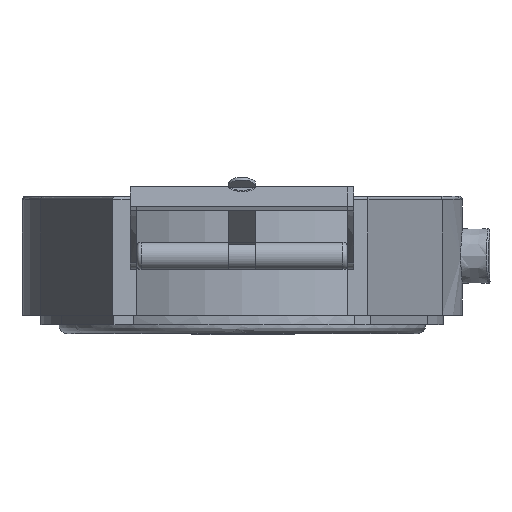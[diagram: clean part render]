
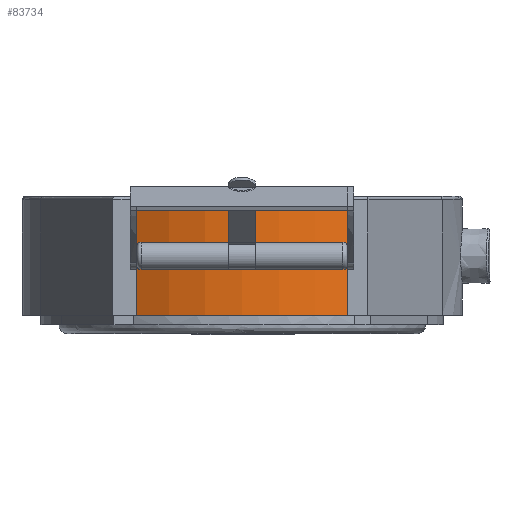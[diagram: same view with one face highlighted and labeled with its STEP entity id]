
A CAD part, left-side view. The second image highlights one B-rep face of the part: STEP entity #83734.
In plain terms, the highlighted free-form (B-spline) face has degree [2, 1] with [3, 2] control points.
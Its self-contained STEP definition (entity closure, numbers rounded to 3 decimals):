
#83251 = VERTEX_POINT('',#83252);
#83252 = CARTESIAN_POINT('',(-91.847,65.488,
    -0.491));
#83294 = VERTEX_POINT('',#83295);
#83295 = CARTESIAN_POINT('',(-91.815,93.694,
    -0.491));
#83312 = EDGE_CURVE('',#83294,#83251,#83313,.T.);
#83313 = ( BOUNDED_CURVE() B_SPLINE_CURVE(2,(#83314,#83315,#83316),
.UNSPECIFIED.,.F.,.F.) B_SPLINE_CURVE_WITH_KNOTS((3,3),(5.783,
6.783),.PIECEWISE_BEZIER_KNOTS.) CURVE() 
GEOMETRIC_REPRESENTATION_ITEM() RATIONAL_B_SPLINE_CURVE((1.,
0.878,1.)) REPRESENTATION_ITEM('') );
#83314 = CARTESIAN_POINT('',(-91.815,93.694,
    -0.491));
#83315 = CARTESIAN_POINT('',(-99.53,79.6,
    -0.491));
#83316 = CARTESIAN_POINT('',(-91.847,65.488,
    -0.491));
#83717 = EDGE_CURVE('',#83251,#83718,#83720,.T.);
#83718 = VERTEX_POINT('',#83719);
#83719 = CARTESIAN_POINT('',(-91.847,65.488,
    -15.943));
#83720 = B_SPLINE_CURVE_WITH_KNOTS('',1,(#83721,#83722),.UNSPECIFIED.,
  .F.,.F.,(2,2),(0.4,13.),.PIECEWISE_BEZIER_KNOTS.);
#83721 = CARTESIAN_POINT('',(-91.847,65.488,
    -0.491));
#83722 = CARTESIAN_POINT('',(-91.847,65.488,
    -15.943));
#83734 = ADVANCED_FACE('',(#83735),#83752,.T.);
#83735 = FACE_BOUND('',#83736,.T.);
#83736 = EDGE_LOOP('',(#83737,#83738,#83745,#83751));
#83737 = ORIENTED_EDGE('',*,*,#83312,.F.);
#83738 = ORIENTED_EDGE('',*,*,#83739,.T.);
#83739 = EDGE_CURVE('',#83294,#83740,#83742,.T.);
#83740 = VERTEX_POINT('',#83741);
#83741 = CARTESIAN_POINT('',(-91.815,93.694,
    -15.943));
#83742 = B_SPLINE_CURVE_WITH_KNOTS('',1,(#83743,#83744),.UNSPECIFIED.,
  .F.,.F.,(2,2),(0.4,13.),.PIECEWISE_BEZIER_KNOTS.);
#83743 = CARTESIAN_POINT('',(-91.815,93.694,
    -0.491));
#83744 = CARTESIAN_POINT('',(-91.815,93.694,
    -15.943));
#83745 = ORIENTED_EDGE('',*,*,#83746,.F.);
#83746 = EDGE_CURVE('',#83718,#83740,#83747,.T.);
#83747 = ( BOUNDED_CURVE() B_SPLINE_CURVE(2,(#83748,#83749,#83750),
.UNSPECIFIED.,.F.,.F.) B_SPLINE_CURVE_WITH_KNOTS((3,3),(5.284,
6.283),.PIECEWISE_BEZIER_KNOTS.) CURVE() 
GEOMETRIC_REPRESENTATION_ITEM() RATIONAL_B_SPLINE_CURVE((1.,
0.878,1.)) REPRESENTATION_ITEM('') );
#83748 = CARTESIAN_POINT('',(-91.847,65.488,
    -15.943));
#83749 = CARTESIAN_POINT('',(-99.53,79.6,
    -15.943));
#83750 = CARTESIAN_POINT('',(-91.815,93.694,
    -15.943));
#83751 = ORIENTED_EDGE('',*,*,#83717,.F.);
#83752 = ( BOUNDED_SURFACE() B_SPLINE_SURFACE(2,1,(
    (#83753,#83754)
    ,(#83755,#83756)
    ,(#83757,#83758
)),.UNSPECIFIED.,.F.,.F.,.F.) B_SPLINE_SURFACE_WITH_KNOTS((3,3),(2,2),(
    -0.5,0.5),(0.4,13.),.PIECEWISE_BEZIER_KNOTS.) 
GEOMETRIC_REPRESENTATION_ITEM() RATIONAL_B_SPLINE_SURFACE((
    (1.,1.)
    ,(0.878,0.878)
,(1.,1.))) REPRESENTATION_ITEM('') SURFACE() );
#83753 = CARTESIAN_POINT('',(-91.847,65.488,
    -0.491));
#83754 = CARTESIAN_POINT('',(-91.847,65.488,
    -15.943));
#83755 = CARTESIAN_POINT('',(-99.53,79.6,
    -0.491));
#83756 = CARTESIAN_POINT('',(-99.53,79.6,
    -15.943));
#83757 = CARTESIAN_POINT('',(-91.815,93.694,
    -0.491));
#83758 = CARTESIAN_POINT('',(-91.815,93.694,
    -15.943));
